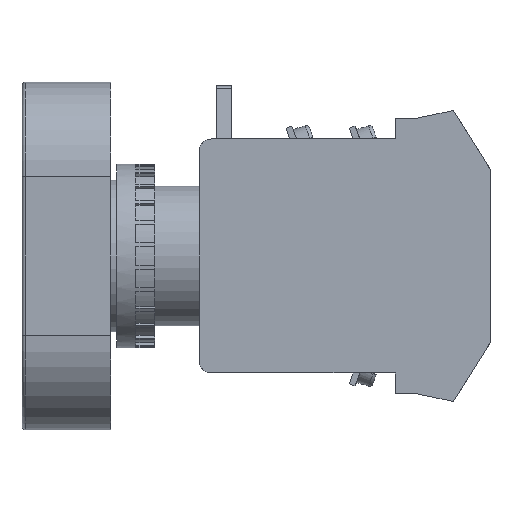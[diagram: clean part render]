
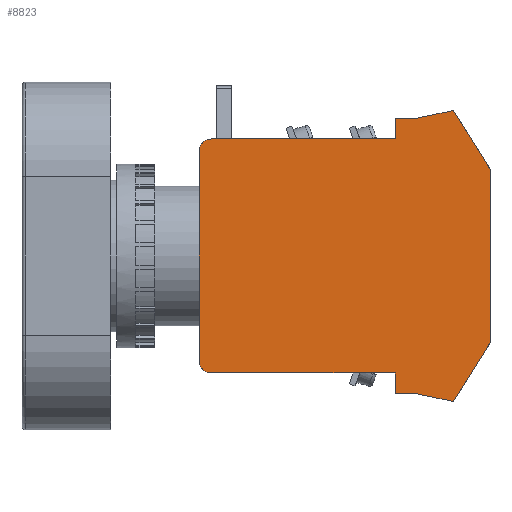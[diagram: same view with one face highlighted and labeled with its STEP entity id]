
A CAD part, left-side view. The second image highlights one B-rep face of the part: STEP entity #8823.
In plain terms, the highlighted planar face has unit normal (-1, 0, 0).
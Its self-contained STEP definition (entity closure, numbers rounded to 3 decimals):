
#64 = CARTESIAN_POINT ( 'NONE',  ( 0., 0., -13.75 ) ) ;
#92 = EDGE_CURVE ( 'NONE', #5875, #928, #3607, .T. ) ;
#109 = CARTESIAN_POINT ( 'NONE',  ( 0., 0., 13.75 ) ) ;
#125 = LINE ( 'NONE', #64, #5982 ) ;
#222 = EDGE_CURVE ( 'NONE', #4545, #4475, #4783, .T. ) ;
#338 = DIRECTION ( 'NONE',  ( 0., -0.979, 0.204 ) ) ;
#359 = DIRECTION ( 'NONE',  ( 0., 0.979, 0.204 ) ) ;
#437 = VECTOR ( 'NONE', #9272, 1000. ) ;
#480 = CARTESIAN_POINT ( 'NONE',  ( 0., 5.8, 23. ) ) ;
#532 = DIRECTION ( 'NONE',  ( 0., 0., 1. ) ) ;
#550 = ORIENTED_EDGE ( 'NONE', *, *, #1072, .F. ) ;
#697 = VERTEX_POINT ( 'NONE', #2959 ) ;
#923 = CARTESIAN_POINT ( 'NONE',  ( 0., 0., -13.75 ) ) ;
#928 = VERTEX_POINT ( 'NONE', #2202 ) ;
#1072 = EDGE_CURVE ( 'NONE', #6554, #4693, #12784, .T. ) ;
#1126 = EDGE_CURVE ( 'NONE', #4693, #12995, #1883, .T. ) ;
#1241 = DIRECTION ( 'NONE',  ( 0., 0., -1. ) ) ;
#1418 = CARTESIAN_POINT ( 'NONE',  ( 0., 15., -18.5 ) ) ;
#1593 = VERTEX_POINT ( 'NONE', #4902 ) ;
#1714 = VECTOR ( 'NONE', #10941, 1000. ) ;
#1883 = LINE ( 'NONE', #4076, #2727 ) ;
#1911 = VECTOR ( 'NONE', #2084, 1000. ) ;
#1920 = ORIENTED_EDGE ( 'NONE', *, *, #2445, .F. ) ;
#2084 = DIRECTION ( 'NONE',  ( 0., 0.531, -0.847 ) ) ;
#2202 = CARTESIAN_POINT ( 'NONE',  ( 0., 11.8, 21.75 ) ) ;
#2204 = DIRECTION ( 'NONE',  ( 0., -0.531, -0.847 ) ) ;
#2257 = VERTEX_POINT ( 'NONE', #12879 ) ;
#2315 = VECTOR ( 'NONE', #338, 1000. ) ;
#2359 = DIRECTION ( 'NONE',  ( 1., 0., 0. ) ) ;
#2445 = EDGE_CURVE ( 'NONE', #2257, #1593, #8936, .T. ) ;
#2727 = VECTOR ( 'NONE', #11439, 1000. ) ;
#2732 = FACE_OUTER_BOUND ( 'NONE', #4049, .T. ) ;
#2794 = CARTESIAN_POINT ( 'NONE',  ( 0., 44., 16.5 ) ) ;
#2959 = CARTESIAN_POINT ( 'NONE',  ( 0., 46., -16.5 ) ) ;
#3160 = CARTESIAN_POINT ( 'NONE',  ( 0., 44., 16.5 ) ) ;
#3272 = ORIENTED_EDGE ( 'NONE', *, *, #8386, .F. ) ;
#3515 = CARTESIAN_POINT ( 'NONE',  ( 0., 11.8, -21.75 ) ) ;
#3607 = LINE ( 'NONE', #5013, #437 ) ;
#3687 = VERTEX_POINT ( 'NONE', #10525 ) ;
#4049 = EDGE_LOOP ( 'NONE', ( #9553, #5071, #8202, #7092, #1920, #10702, #7440, #11866, #9539, #550, #3272, #5325, #12802, #9481 ) ) ;
#4076 = CARTESIAN_POINT ( 'NONE',  ( 0., 15., -18.5 ) ) ;
#4225 = PLANE ( 'NONE',  #5775 ) ;
#4389 = VERTEX_POINT ( 'NONE', #13426 ) ;
#4475 = VERTEX_POINT ( 'NONE', #8227 ) ;
#4545 = VERTEX_POINT ( 'NONE', #923 ) ;
#4693 = VERTEX_POINT ( 'NONE', #1418 ) ;
#4696 = EDGE_CURVE ( 'NONE', #928, #3687, #13714, .T. ) ;
#4783 = LINE ( 'NONE', #6163, #1911 ) ;
#4902 = CARTESIAN_POINT ( 'NONE',  ( 0., 15., 18.5 ) ) ;
#5013 = CARTESIAN_POINT ( 'NONE',  ( 0., 11.8, 21.75 ) ) ;
#5071 = ORIENTED_EDGE ( 'NONE', *, *, #4696, .F. ) ;
#5153 = LINE ( 'NONE', #109, #7312 ) ;
#5325 = ORIENTED_EDGE ( 'NONE', *, *, #6816, .F. ) ;
#5473 = CARTESIAN_POINT ( 'NONE',  ( 0., 15., 21.75 ) ) ;
#5546 = CARTESIAN_POINT ( 'NONE',  ( 0., 44., -16.5 ) ) ;
#5586 = LINE ( 'NONE', #3515, #10977 ) ;
#5606 = EDGE_CURVE ( 'NONE', #3687, #4389, #5153, .T. ) ;
#5685 = EDGE_CURVE ( 'NONE', #4389, #4545, #125, .T. ) ;
#5775 = AXIS2_PLACEMENT_3D ( 'NONE', #3160, #13760, #7521 ) ;
#5805 = CARTESIAN_POINT ( 'NONE',  ( 0., 46., 16.5 ) ) ;
#5875 = VERTEX_POINT ( 'NONE', #12194 ) ;
#5967 = VERTEX_POINT ( 'NONE', #8109 ) ;
#5982 = VECTOR ( 'NONE', #1241, 1000. ) ;
#6163 = CARTESIAN_POINT ( 'NONE',  ( 0., 0., -13.75 ) ) ;
#6554 = VERTEX_POINT ( 'NONE', #9271 ) ;
#6748 = AXIS2_PLACEMENT_3D ( 'NONE', #2794, #10159, #13381 ) ;
#6816 = EDGE_CURVE ( 'NONE', #4475, #5967, #11992, .T. ) ;
#6912 = DIRECTION ( 'NONE',  ( 0., -1., 0. ) ) ;
#7092 = ORIENTED_EDGE ( 'NONE', *, *, #8374, .F. ) ;
#7312 = VECTOR ( 'NONE', #2204, 1000. ) ;
#7440 = ORIENTED_EDGE ( 'NONE', *, *, #9729, .F. ) ;
#7521 = DIRECTION ( 'NONE',  ( 0., 0., 1. ) ) ;
#7749 = DIRECTION ( 'NONE',  ( 0., 0., -1. ) ) ;
#8037 = CARTESIAN_POINT ( 'NONE',  ( 0., 44., -18.5 ) ) ;
#8108 = CIRCLE ( 'NONE', #6748, 2. ) ;
#8109 = CARTESIAN_POINT ( 'NONE',  ( 0., 11.8, -21.75 ) ) ;
#8202 = ORIENTED_EDGE ( 'NONE', *, *, #92, .F. ) ;
#8227 = CARTESIAN_POINT ( 'NONE',  ( 0., 5.8, -23. ) ) ;
#8374 = EDGE_CURVE ( 'NONE', #1593, #5875, #13118, .T. ) ;
#8386 = EDGE_CURVE ( 'NONE', #5967, #6554, #5586, .T. ) ;
#8823 = ADVANCED_FACE ( 'NONE', ( #2732 ), #4225, .T. ) ;
#8936 = LINE ( 'NONE', #10255, #10947 ) ;
#9113 = VECTOR ( 'NONE', #11305, 1000. ) ;
#9271 = CARTESIAN_POINT ( 'NONE',  ( 0., 15., -21.75 ) ) ;
#9272 = DIRECTION ( 'NONE',  ( 0., -1., 0. ) ) ;
#9481 = ORIENTED_EDGE ( 'NONE', *, *, #5685, .F. ) ;
#9539 = ORIENTED_EDGE ( 'NONE', *, *, #1126, .F. ) ;
#9553 = ORIENTED_EDGE ( 'NONE', *, *, #5606, .F. ) ;
#9569 = EDGE_CURVE ( 'NONE', #12321, #2257, #8108, .T. ) ;
#9729 = EDGE_CURVE ( 'NONE', #697, #12321, #9941, .T. ) ;
#9941 = LINE ( 'NONE', #5805, #9113 ) ;
#9981 = EDGE_CURVE ( 'NONE', #12995, #697, #11953, .T. ) ;
#10159 = DIRECTION ( 'NONE',  ( 1., 0., 0. ) ) ;
#10211 = CARTESIAN_POINT ( 'NONE',  ( 0., 15., -21.75 ) ) ;
#10255 = CARTESIAN_POINT ( 'NONE',  ( 0., 15., 18.5 ) ) ;
#10525 = CARTESIAN_POINT ( 'NONE',  ( 0., 5.8, 23. ) ) ;
#10702 = ORIENTED_EDGE ( 'NONE', *, *, #9569, .F. ) ;
#10941 = DIRECTION ( 'NONE',  ( 0., 0., 1. ) ) ;
#10947 = VECTOR ( 'NONE', #6912, 1000. ) ;
#10977 = VECTOR ( 'NONE', #12146, 1000. ) ;
#11002 = CARTESIAN_POINT ( 'NONE',  ( 0., 5.8, -23. ) ) ;
#11174 = VECTOR ( 'NONE', #359, 1000. ) ;
#11305 = DIRECTION ( 'NONE',  ( 0., 0., 1. ) ) ;
#11439 = DIRECTION ( 'NONE',  ( 0., 1., 0. ) ) ;
#11866 = ORIENTED_EDGE ( 'NONE', *, *, #9981, .F. ) ;
#11953 = CIRCLE ( 'NONE', #12866, 2. ) ;
#11992 = LINE ( 'NONE', #11002, #11174 ) ;
#12112 = VECTOR ( 'NONE', #532, 1000. ) ;
#12146 = DIRECTION ( 'NONE',  ( 0., 1., 0. ) ) ;
#12194 = CARTESIAN_POINT ( 'NONE',  ( 0., 15., 21.75 ) ) ;
#12321 = VERTEX_POINT ( 'NONE', #12842 ) ;
#12784 = LINE ( 'NONE', #10211, #12112 ) ;
#12802 = ORIENTED_EDGE ( 'NONE', *, *, #222, .F. ) ;
#12842 = CARTESIAN_POINT ( 'NONE',  ( 0., 46., 16.5 ) ) ;
#12866 = AXIS2_PLACEMENT_3D ( 'NONE', #5546, #2359, #7749 ) ;
#12879 = CARTESIAN_POINT ( 'NONE',  ( 0., 44., 18.5 ) ) ;
#12995 = VERTEX_POINT ( 'NONE', #8037 ) ;
#13118 = LINE ( 'NONE', #5473, #1714 ) ;
#13381 = DIRECTION ( 'NONE',  ( 0., 0., 1. ) ) ;
#13426 = CARTESIAN_POINT ( 'NONE',  ( 0., 0., 13.75 ) ) ;
#13714 = LINE ( 'NONE', #480, #2315 ) ;
#13760 = DIRECTION ( 'NONE',  ( -1., 0., 0. ) ) ;
